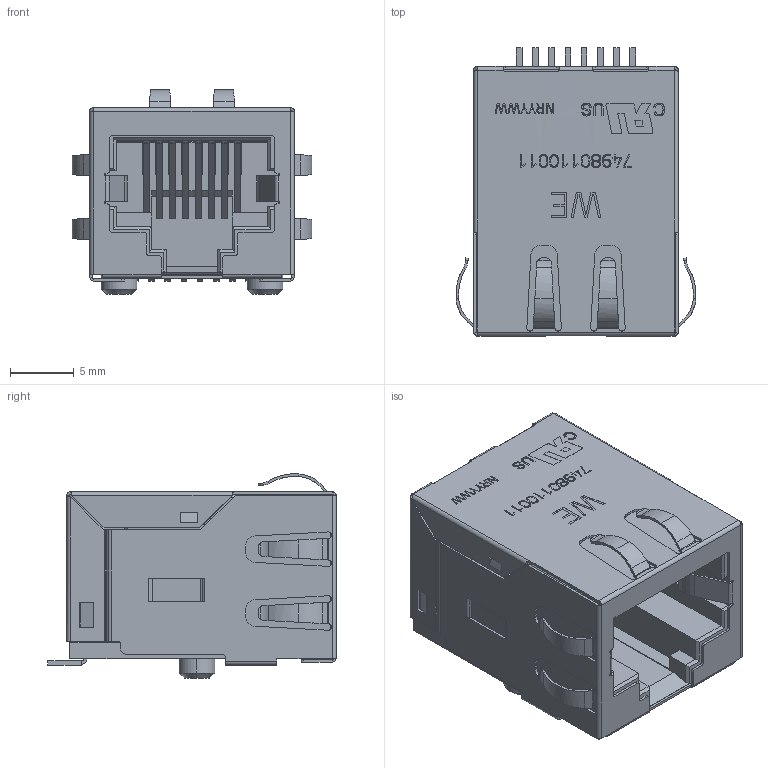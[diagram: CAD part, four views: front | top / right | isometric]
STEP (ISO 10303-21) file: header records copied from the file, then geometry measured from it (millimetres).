
FILE_DESCRIPTION(/* description */ ('Unknown'),/* implementation_level */ '2;1');
FILE_NAME(/* name */ 'T_Wurth_WE-RJ45LAN_74980110011',/* time_stamp */ '2025-08-27T13:28:38+08:00',/* author */ ('Unknown'),/* organization */ ('Unknown'),/* preprocessor_version */ 'ST-DEVELOPER v19.4',/* originating_system */ 'Solid Edge',/* authorisation */ 'Unknown');
FILE_SCHEMA (('AUTOMOTIVE_DESIGN {1 0 10303 214 3 1 1}'));
Length unit declared in the file: millimetre
Products named in the file (2): T_Wurth_WE-RJ45LAN_74980110011
Assembly tree (1 placements, depth 2):
  T_Wurth_WE-RJ45LAN_74980110011
    T_Wurth_WE-RJ45LAN_74980110011
Bounding box: 18.79 x 22.58 x 15.99 mm (x, y, z)
Volume: 2992.5 mm3; surface area: 6239.5 mm2
Topology: 1 solids, 1 shells, 1545 faces, 4138 edges, 2586 vertices
Faces by surface type: plane 1093, cylinder 349, bspline 84, cone 9, sphere 6, torus 4
Entity records: 59561 total; most frequent: CARTESIAN_POINT 11224, ORIENTED_EDGE 8264, DIRECTION 7068, EDGE_CURVE 4132, LINE 2934, VECTOR 2934, VERTEX_POINT 2586, AXIS2_PLACEMENT_3D 2067
